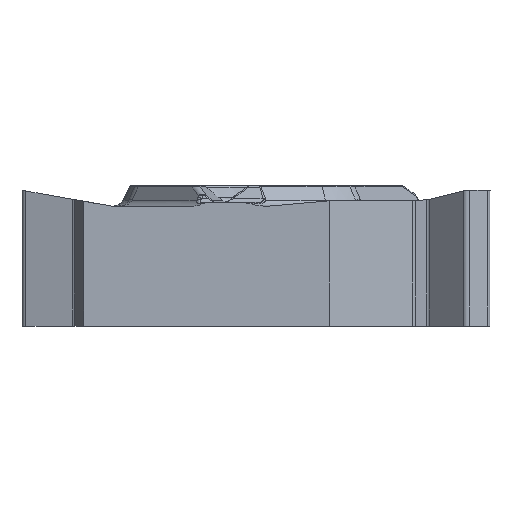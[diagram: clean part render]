
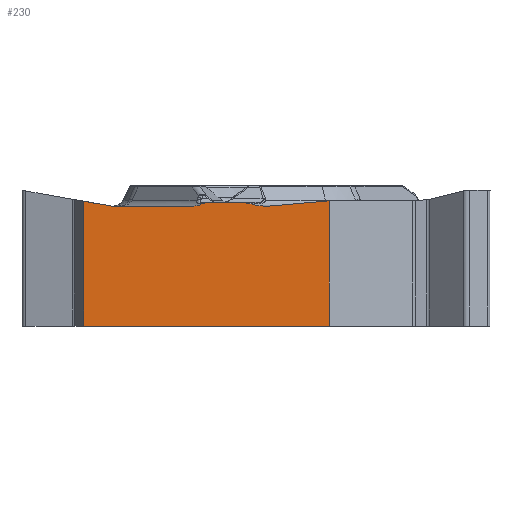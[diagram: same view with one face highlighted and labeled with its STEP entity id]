
A CAD part, left-side view. The second image highlights one B-rep face of the part: STEP entity #230.
In plain terms, the highlighted planar face has unit normal (-1, 0, 0).
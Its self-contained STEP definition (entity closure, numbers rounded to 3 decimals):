
#230=ADVANCED_FACE('',(#495),#448,.F.);
#448=PLANE('',#3585);
#495=FACE_OUTER_BOUND('',#708,.T.);
#708=EDGE_LOOP('',(#1146,#1147,#1148,#1149,#1150,#1151,#1152,#1153,#1154,
#1155,#1156,#1157,#1158,#1159));
#931=CIRCLE('',#3584,0.32);
#1067=ELLIPSE('',#3580,0.64,0.32);
#1068=ELLIPSE('',#3581,0.3,0.15);
#1069=ELLIPSE('',#3582,0.177,0.15);
#1070=ELLIPSE('',#3583,0.377,0.32);
#1146=ORIENTED_EDGE('',*,*,#2502,.F.);
#1147=ORIENTED_EDGE('',*,*,#2503,.T.);
#1148=ORIENTED_EDGE('',*,*,#2504,.F.);
#1149=ORIENTED_EDGE('',*,*,#2505,.T.);
#1150=ORIENTED_EDGE('',*,*,#2506,.T.);
#1151=ORIENTED_EDGE('',*,*,#2507,.F.);
#1152=ORIENTED_EDGE('',*,*,#2508,.F.);
#1153=ORIENTED_EDGE('',*,*,#2509,.F.);
#1154=ORIENTED_EDGE('',*,*,#2510,.F.);
#1155=ORIENTED_EDGE('',*,*,#2511,.T.);
#1156=ORIENTED_EDGE('',*,*,#2512,.T.);
#1157=ORIENTED_EDGE('',*,*,#2513,.T.);
#1158=ORIENTED_EDGE('',*,*,#2514,.F.);
#1159=ORIENTED_EDGE('',*,*,#2515,.T.);
#2192=VERTEX_POINT('',#4951);
#2193=VERTEX_POINT('',#4952);
#2194=VERTEX_POINT('',#4954);
#2195=VERTEX_POINT('',#4956);
#2196=VERTEX_POINT('',#4958);
#2197=VERTEX_POINT('',#4960);
#2198=VERTEX_POINT('',#4968);
#2199=VERTEX_POINT('',#4970);
#2200=VERTEX_POINT('',#4972);
#2201=VERTEX_POINT('',#4974);
#2202=VERTEX_POINT('',#4976);
#2203=VERTEX_POINT('',#4978);
#2204=VERTEX_POINT('',#4980);
#2205=VERTEX_POINT('',#4982);
#2502=EDGE_CURVE('',#2192,#2193,#3019,.T.);
#2503=EDGE_CURVE('',#2192,#2194,#3020,.T.);
#2504=EDGE_CURVE('',#2195,#2194,#3021,.T.);
#2505=EDGE_CURVE('',#2195,#2196,#1067,.T.);
#2506=EDGE_CURVE('',#2196,#2197,#3022,.T.);
#2507=EDGE_CURVE('',#2198,#2197,#3428,.T.);
#2508=EDGE_CURVE('',#2199,#2198,#1068,.T.);
#2509=EDGE_CURVE('',#2200,#2199,#3023,.T.);
#2510=EDGE_CURVE('',#2201,#2200,#1069,.T.);
#2511=EDGE_CURVE('',#2201,#2202,#1070,.T.);
#2512=EDGE_CURVE('',#2202,#2203,#3024,.T.);
#2513=EDGE_CURVE('',#2203,#2204,#931,.T.);
#2514=EDGE_CURVE('',#2205,#2204,#3025,.T.);
#2515=EDGE_CURVE('',#2205,#2193,#3026,.T.);
#3019=LINE('',#4950,#3220);
#3020=LINE('',#4953,#3221);
#3021=LINE('',#4955,#3222);
#3022=LINE('',#4959,#3223);
#3023=LINE('',#4971,#3224);
#3024=LINE('',#4977,#3225);
#3025=LINE('',#4981,#3226);
#3026=LINE('',#4983,#3227);
#3220=VECTOR('',#3933,1.);
#3221=VECTOR('',#3934,1.);
#3222=VECTOR('',#3935,1.);
#3223=VECTOR('',#3938,1.);
#3224=VECTOR('',#3941,1.);
#3225=VECTOR('',#3946,1.);
#3226=VECTOR('',#3949,1.);
#3227=VECTOR('',#3950,1.);
#3428=B_SPLINE_CURVE_WITH_KNOTS('',3,(#4961,#4962,#4963,#4964,#4965,#4966,
#4967),.UNSPECIFIED.,.F.,.F.,(4,3,4),(0.,0.503,1.),
 .UNSPECIFIED.);
#3580=AXIS2_PLACEMENT_3D('',#4957,#3936,#3937);
#3581=AXIS2_PLACEMENT_3D('',#4969,#3939,#3940);
#3582=AXIS2_PLACEMENT_3D('',#4973,#3942,#3943);
#3583=AXIS2_PLACEMENT_3D('',#4975,#3944,#3945);
#3584=AXIS2_PLACEMENT_3D('',#4979,#3947,#3948);
#3585=AXIS2_PLACEMENT_3D('',#4984,#3951,#3952);
#3933=DIRECTION('',(0.,1.,0.));
#3934=DIRECTION('',(0.,0.,1.));
#3935=DIRECTION('',(0.,-0.996,0.088));
#3936=DIRECTION('',(1.,0.,0.));
#3937=DIRECTION('',(0.,-1.,0.));
#3938=DIRECTION('',(0.,1.,0.));
#3939=DIRECTION('',(1.,0.,0.));
#3940=DIRECTION('',(0.,1.,0.));
#3941=DIRECTION('',(0.,-1.,0.));
#3942=DIRECTION('',(1.,0.,0.));
#3943=DIRECTION('',(0.,-1.,0.));
#3944=DIRECTION('',(1.,0.,0.));
#3945=DIRECTION('',(0.,-1.,0.));
#3946=DIRECTION('',(0.,1.,0.));
#3947=DIRECTION('',(1.,0.,0.));
#3948=DIRECTION('',(0.,0.,-1.));
#3949=DIRECTION('',(0.,-0.985,-0.174));
#3950=DIRECTION('',(0.,0.,-1.));
#3951=DIRECTION('',(1.,0.,0.));
#3952=DIRECTION('',(0.,0.,-1.));
#4950=CARTESIAN_POINT('',(-4.763,-3.173,-3.97));
#4951=CARTESIAN_POINT('',(-4.763,-2.085,-3.97));
#4952=CARTESIAN_POINT('',(-4.763,5.099,-3.97));
#4953=CARTESIAN_POINT('',(-4.763,-2.085,0.));
#4954=CARTESIAN_POINT('',(-4.763,-2.085,-0.306));
#4955=CARTESIAN_POINT('',(-4.763,3.106,-0.763));
#4956=CARTESIAN_POINT('',(-4.763,-0.389,-0.455));
#4957=CARTESIAN_POINT('',(-4.763,-0.278,-0.14));
#4958=CARTESIAN_POINT('',(-4.763,-0.278,-0.46));
#4959=CARTESIAN_POINT('',(-4.763,3.173,-0.46));
#4960=CARTESIAN_POINT('',(-4.763,-0.184,-0.46));
#4961=CARTESIAN_POINT('',(-4.763,0.181,-0.4));
#4962=CARTESIAN_POINT('',(-4.763,0.123,-0.421));
#4963=CARTESIAN_POINT('',(-4.763,0.061,-0.436));
#4964=CARTESIAN_POINT('',(-4.763,0.,-0.446));
#4965=CARTESIAN_POINT('',(-4.763,-0.061,-0.455));
#4966=CARTESIAN_POINT('',(-4.763,-0.122,-0.46));
#4967=CARTESIAN_POINT('',(-4.763,-0.184,-0.46));
#4968=CARTESIAN_POINT('',(-4.763,0.181,-0.4));
#4969=CARTESIAN_POINT('',(-4.763,0.36,-0.52));
#4970=CARTESIAN_POINT('',(-4.763,0.36,-0.37));
#4971=CARTESIAN_POINT('',(-4.763,-3.173,-0.37));
#4972=CARTESIAN_POINT('',(-4.763,1.549,-0.37));
#4973=CARTESIAN_POINT('',(-4.763,1.549,-0.52));
#4974=CARTESIAN_POINT('',(-4.763,1.653,-0.399));
#4975=CARTESIAN_POINT('',(-4.763,1.875,-0.14));
#4976=CARTESIAN_POINT('',(-4.763,1.875,-0.46));
#4977=CARTESIAN_POINT('',(-4.763,-3.173,-0.46));
#4978=CARTESIAN_POINT('',(-4.763,4.263,-0.46));
#4979=CARTESIAN_POINT('',(-4.763,4.263,-0.14));
#4980=CARTESIAN_POINT('',(-4.763,4.319,-0.455));
#4981=CARTESIAN_POINT('',(-4.763,-2.869,-1.723));
#4982=CARTESIAN_POINT('',(-4.763,5.099,-0.318));
#4983=CARTESIAN_POINT('',(-4.763,5.099,0.));
#4984=CARTESIAN_POINT('',(-4.763,-3.173,0.));
